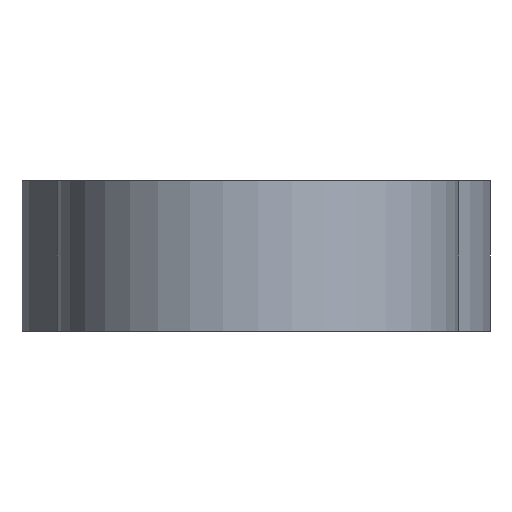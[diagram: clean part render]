
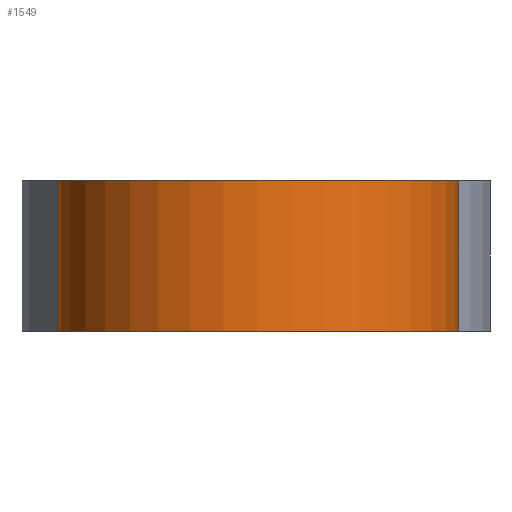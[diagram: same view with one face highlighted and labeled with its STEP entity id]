
A CAD part, front view. The second image highlights one B-rep face of the part: STEP entity #1549.
In plain terms, the highlighted cylindrical face has radius 5.35 mm (diameter 10.7 mm), a partial arc.
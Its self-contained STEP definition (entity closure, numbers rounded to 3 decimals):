
#32=CYLINDRICAL_SURFACE('',#1650,5.35);
#77=CIRCLE('',#1644,5.35);
#82=CIRCLE('',#1651,5.35);
#169=ORIENTED_EDGE('',*,*,#636,.T.);
#170=ORIENTED_EDGE('',*,*,#637,.F.);
#171=ORIENTED_EDGE('',*,*,#580,.F.);
#172=ORIENTED_EDGE('',*,*,#634,.T.);
#580=EDGE_CURVE('',#814,#815,#77,.T.);
#634=EDGE_CURVE('',#814,#868,#999,.T.);
#636=EDGE_CURVE('',#868,#869,#82,.T.);
#637=EDGE_CURVE('',#815,#869,#1001,.T.);
#814=VERTEX_POINT('',#2100);
#815=VERTEX_POINT('',#2102);
#868=VERTEX_POINT('',#2249);
#869=VERTEX_POINT('',#2254);
#999=LINE('',#2250,#1183);
#1001=LINE('',#2255,#1185);
#1183=VECTOR('',#1786,1000.);
#1185=VECTOR('',#1792,1000.);
#1319=EDGE_LOOP('',(#169,#170,#171,#172));
#1407=FACE_BOUND('',#1319,.T.);
#1549=ADVANCED_FACE('',(#1407),#32,.T.);
#1644=AXIS2_PLACEMENT_3D('',#2101,#1745,#1746);
#1650=AXIS2_PLACEMENT_3D('',#2252,#1788,#1789);
#1651=AXIS2_PLACEMENT_3D('',#2253,#1790,#1791);
#1745=DIRECTION('',(0.,0.,1.));
#1746=DIRECTION('',(1.,0.,0.));
#1786=DIRECTION('',(0.,0.,-1.));
#1788=DIRECTION('',(0.,0.,-1.));
#1789=DIRECTION('',(-1.,0.,0.));
#1790=DIRECTION('',(0.,0.,1.));
#1791=DIRECTION('',(1.,0.,0.));
#1792=DIRECTION('',(0.,0.,-1.));
#2100=CARTESIAN_POINT('',(-2.8,-29.398,4.));
#2101=CARTESIAN_POINT('',(0.,-33.957,4.));
#2102=CARTESIAN_POINT('',(2.8,-29.398,4.));
#2249=CARTESIAN_POINT('',(-2.8,-29.398,0.));
#2250=CARTESIAN_POINT('',(-2.8,-29.398,4.));
#2252=CARTESIAN_POINT('',(0.,-33.957,4.));
#2253=CARTESIAN_POINT('',(0.,-33.957,0.));
#2254=CARTESIAN_POINT('',(2.8,-29.398,0.));
#2255=CARTESIAN_POINT('',(2.8,-29.398,4.));
